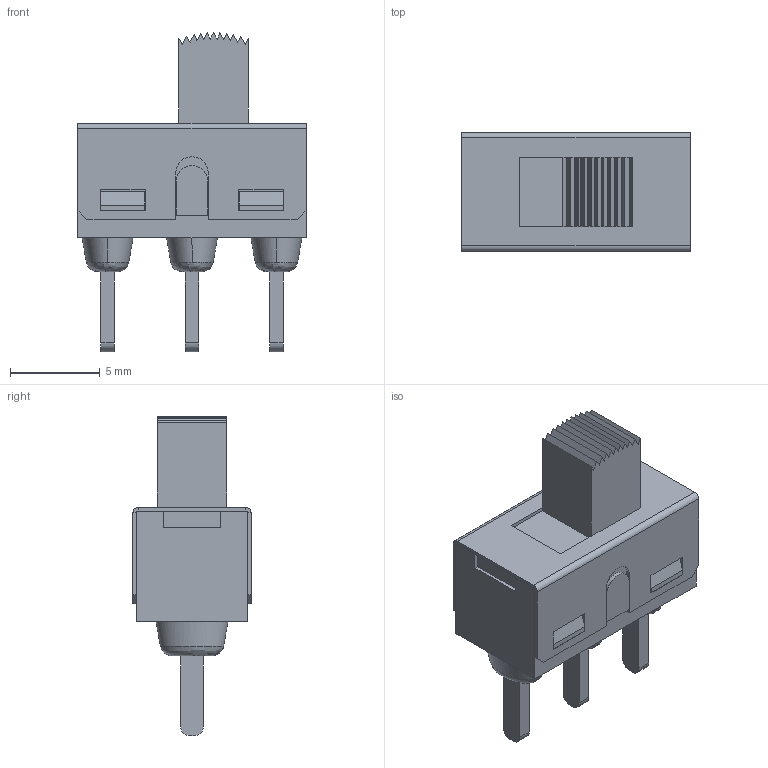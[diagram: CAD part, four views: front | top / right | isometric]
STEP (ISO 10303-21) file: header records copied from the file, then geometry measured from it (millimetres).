
FILE_DESCRIPTION(('FreeCAD Model'),'2;1');
FILE_NAME('_101M2S3CQE011_cp.step', '2021-02-10T12:05:48',('kicad StepUp'),('ksu MCAD'), 'Open CASCADE STEP processor 7.3','FreeCAD','Unknown');
FILE_SCHEMA(('AUTOMOTIVE_DESIGN { 1 0 10303 214 1 1 1 1 }'));
Length unit declared in the file: millimetre
Products named in the file (1): _101M2S3CQE011_cp
Bounding box: 12.7 x 6.6 x 17.78 mm (x, y, z)
Volume: 646 mm3; surface area: 1067.3 mm2
Topology: 9 solids, 9 shells, 179 faces, 449 edges, 294 vertices
Faces by surface type: plane 153, cylinder 14, bspline 12
Entity records: 7829 total; most frequent: CARTESIAN_POINT 2321, ORIENTED_EDGE 898, DIRECTION 789, EDGE_CURVE 449, LINE 385, VECTOR 385, VERTEX_POINT 294, AXIS2_PLACEMENT_3D 202
